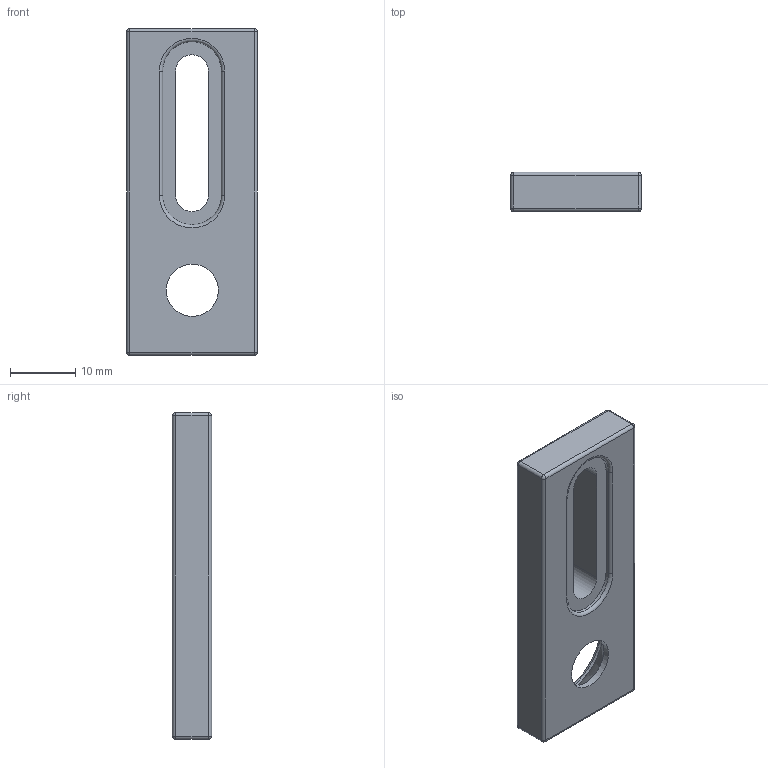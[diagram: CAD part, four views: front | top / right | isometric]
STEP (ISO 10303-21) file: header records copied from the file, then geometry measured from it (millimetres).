
FILE_DESCRIPTION(/* description */ (''),/* implementation_level */ '2;1');
FILE_NAME(/* name */ 'Ball Bearings Adjustment 6mm.stp',/* time_stamp */ '2022-09-22T12:53:13+02:00',/* author */ ('Astro Administrator'),/* organization */ (''),/* preprocessor_version */ 'ST-DEVELOPER v19',/* originating_system */ 'Autodesk Inventor 2023',/* authorisation */ '');
FILE_SCHEMA (('AUTOMOTIVE_DESIGN { 1 0 10303 214 3 1 1 }'));
Length unit declared in the file: millimetre
Products named in the file (1): Ball Bearings Adjustment 6mm
Bounding box: 20 x 6 x 50 mm (x, y, z)
Volume: 4449.3 mm3; surface area: 2893.9 mm2
Topology: 1 solids, 1 shells, 45 faces, 95 edges, 53 vertices
Faces by surface type: cylinder 20, plane 13, sphere 8, torus 3, cone 1
Full cylindrical faces by diameter (mm): 8 x1, 16 x1
Entity records: 1242 total; most frequent: DIRECTION 237, CARTESIAN_POINT 194, ORIENTED_EDGE 190, AXIS2_PLACEMENT_3D 96, EDGE_CURVE 95, VERTEX_POINT 53, EDGE_LOOP 50, CIRCLE 50
